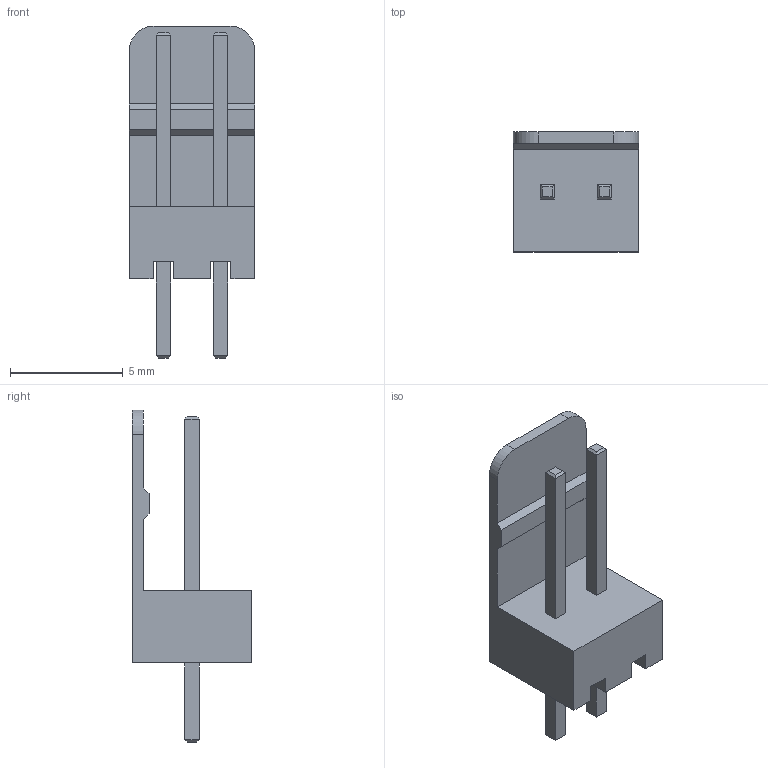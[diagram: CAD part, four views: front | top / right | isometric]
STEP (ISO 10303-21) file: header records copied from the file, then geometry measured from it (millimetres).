
FILE_DESCRIPTION(/* description */ ('Alibre Inc.'),/* implementation_level */ '2;1');
FILE_NAME(/* name */ 'export0',/* time_stamp */ '2012-11-13T22:56:56+02:00',/* author */ (''),/* organization */ (''),/* preprocessor_version */ 'ST-DEVELOPER v14',/* originating_system */ 'Alibre',/* authorisation */ '');
FILE_SCHEMA (('AUTOMOTIVE_DESIGN'));
Length unit declared in the file: centimetre
Bounding box: 5.56 x 5.3 x 14.7 mm (x, y, z)
Volume: 120.4 mm3; surface area: 299.6 mm2
Topology: 1 solids, 1 shells, 58 faces, 140 edges, 88 vertices
Faces by surface type: plane 56, cylinder 2
Entity records: 1583 total; most frequent: ORIENTED_EDGE 280, CARTESIAN_POINT 264, DIRECTION 182, EDGE_CURVE 140, VECTOR 124, LINE 124, VERTEX_POINT 88, EDGE_LOOP 62
